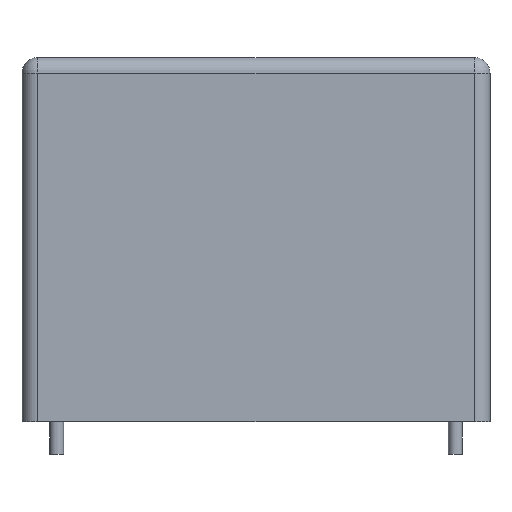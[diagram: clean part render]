
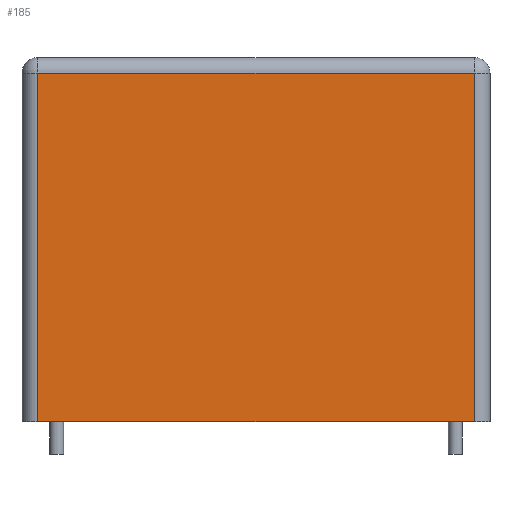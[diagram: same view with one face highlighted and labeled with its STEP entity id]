
A CAD part, front view. The second image highlights one B-rep face of the part: STEP entity #185.
In plain terms, the highlighted planar face has unit normal (0, -1, 0).
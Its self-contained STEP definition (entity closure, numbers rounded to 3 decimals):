
#13=DIRECTION('',(0.,0.,1.));
#27=VECTOR('',#13,1.);
#33=CARTESIAN_POINT('',(-2.,-4.5,0.));
#35=DIRECTION('',(0.,1.,0.));
#46=DIRECTION('',(1.,0.,0.));
#52=VERTEX_POINT('',#53);
#53=CARTESIAN_POINT('',(-1.1,-4.5,0.));
#59=ORIENTED_EDGE('',*,*,#60,.T.);
#60=EDGE_CURVE('',#52,#61,#63,.T.);
#61=VERTEX_POINT('',#62);
#62=CARTESIAN_POINT('',(-1.1,-4.5,20.1));
#63=LINE('',#53,#27);
#104=EDGE_CURVE('',#52,#105,#107,.T.);
#105=VERTEX_POINT('',#106);
#106=CARTESIAN_POINT('',(24.1,-4.5,0.));
#107=LINE('',#33,#108);
#108=VECTOR('',#46,1.);
#185=ADVANCED_FACE('',(#186),#199,.F.);
#186=FACE_BOUND('',#187,.F.);
#187=EDGE_LOOP('',(#59,#188,#195,#198));
#188=ORIENTED_EDGE('',*,*,#189,.F.);
#189=EDGE_CURVE('',#190,#61,#192,.T.);
#190=VERTEX_POINT('',#191);
#191=CARTESIAN_POINT('',(24.1,-4.5,20.1));
#192=LINE('',#191,#193);
#193=VECTOR('',#194,1.);
#194=DIRECTION('',(-1.,-0.,-0.));
#195=ORIENTED_EDGE('',*,*,#196,.F.);
#196=EDGE_CURVE('',#105,#190,#197,.T.);
#197=LINE('',#106,#27);
#198=ORIENTED_EDGE('',*,*,#104,.F.);
#199=PLANE('',#200);
#200=AXIS2_PLACEMENT_3D('',#33,#35,#13);
